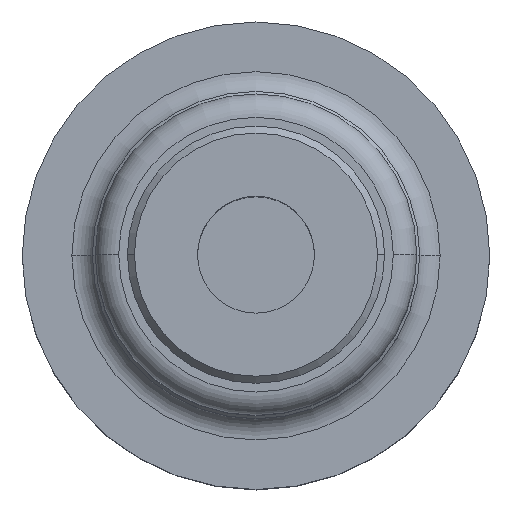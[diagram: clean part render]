
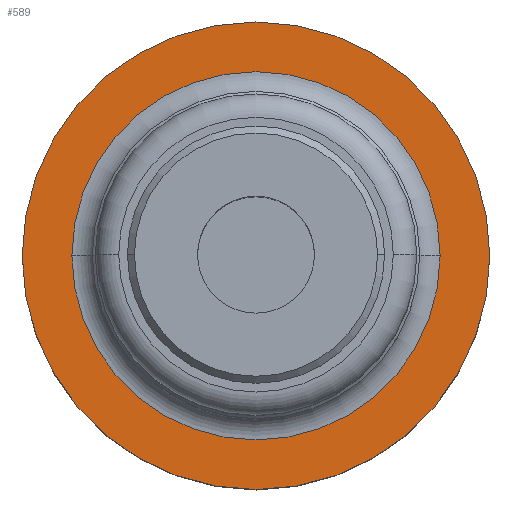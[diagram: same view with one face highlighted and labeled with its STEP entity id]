
A CAD part, top view. The second image highlights one B-rep face of the part: STEP entity #589.
In plain terms, the highlighted planar face has unit normal (0, 0, 1).
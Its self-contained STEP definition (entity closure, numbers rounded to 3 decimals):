
#9 = DIRECTION ( 'NONE',  ( -1., 0., 0. ) ) ;
#61 = CARTESIAN_POINT ( 'NONE',  ( 0., 0., 20. ) ) ;
#65 = DIRECTION ( 'NONE',  ( -1., 0., 0. ) ) ;
#96 = DIRECTION ( 'NONE',  ( -1., 0., 0. ) ) ;
#125 = AXIS2_PLACEMENT_3D ( 'NONE', #1032, #452, #1277 ) ;
#147 = AXIS2_PLACEMENT_3D ( 'NONE', #787, #807, #96 ) ;
#162 = CIRCLE ( 'NONE', #1366, 20. ) ;
#239 = FACE_BOUND ( 'NONE', #886, .T. ) ;
#243 = VERTEX_POINT ( 'NONE', #853 ) ;
#378 = DIRECTION ( 'NONE',  ( 0., 0., -1. ) ) ;
#452 = DIRECTION ( 'NONE',  ( 0., 0., -1. ) ) ;
#490 = CARTESIAN_POINT ( 'NONE',  ( 15.75, 0., 20. ) ) ;
#575 = CIRCLE ( 'NONE', #858, 15.75 ) ;
#589 = ADVANCED_FACE ( 'NONE', ( #239, #1247 ), #1516, .F. ) ;
#597 = ORIENTED_EDGE ( 'NONE', *, *, #812, .F. ) ;
#620 = DIRECTION ( 'NONE',  ( 0., 0., -1. ) ) ;
#632 = ORIENTED_EDGE ( 'NONE', *, *, #1304, .T. ) ;
#641 = CIRCLE ( 'NONE', #147, 15.75 ) ;
#694 = EDGE_CURVE ( 'NONE', #909, #722, #162, .T. ) ;
#706 = AXIS2_PLACEMENT_3D ( 'NONE', #1323, #620, #9 ) ;
#713 = CARTESIAN_POINT ( 'NONE',  ( 0., 0., 20. ) ) ;
#722 = VERTEX_POINT ( 'NONE', #1198 ) ;
#787 = CARTESIAN_POINT ( 'NONE',  ( 0., 0., 20. ) ) ;
#807 = DIRECTION ( 'NONE',  ( 0., 0., -1. ) ) ;
#812 = EDGE_CURVE ( 'NONE', #722, #909, #1155, .T. ) ;
#851 = ORIENTED_EDGE ( 'NONE', *, *, #694, .F. ) ;
#853 = CARTESIAN_POINT ( 'NONE',  ( -15.75, 0., 20. ) ) ;
#858 = AXIS2_PLACEMENT_3D ( 'NONE', #61, #1475, #65 ) ;
#874 = VERTEX_POINT ( 'NONE', #490 ) ;
#886 = EDGE_LOOP ( 'NONE', ( #632, #1446 ) ) ;
#909 = VERTEX_POINT ( 'NONE', #1528 ) ;
#1032 = CARTESIAN_POINT ( 'NONE',  ( 0., 20., 20. ) ) ;
#1155 = CIRCLE ( 'NONE', #706, 20. ) ;
#1198 = CARTESIAN_POINT ( 'NONE',  ( 20., 0., 20. ) ) ;
#1247 = FACE_OUTER_BOUND ( 'NONE', #1478, .T. ) ;
#1277 = DIRECTION ( 'NONE',  ( -1., 0., 0. ) ) ;
#1299 = DIRECTION ( 'NONE',  ( -1., 0., 0. ) ) ;
#1304 = EDGE_CURVE ( 'NONE', #243, #874, #641, .T. ) ;
#1323 = CARTESIAN_POINT ( 'NONE',  ( 0., 0., 20. ) ) ;
#1359 = EDGE_CURVE ( 'NONE', #874, #243, #575, .T. ) ;
#1366 = AXIS2_PLACEMENT_3D ( 'NONE', #713, #378, #1299 ) ;
#1446 = ORIENTED_EDGE ( 'NONE', *, *, #1359, .T. ) ;
#1475 = DIRECTION ( 'NONE',  ( 0., 0., -1. ) ) ;
#1478 = EDGE_LOOP ( 'NONE', ( #851, #597 ) ) ;
#1516 = PLANE ( 'NONE',  #125 ) ;
#1528 = CARTESIAN_POINT ( 'NONE',  ( -20., 0., 20. ) ) ;
